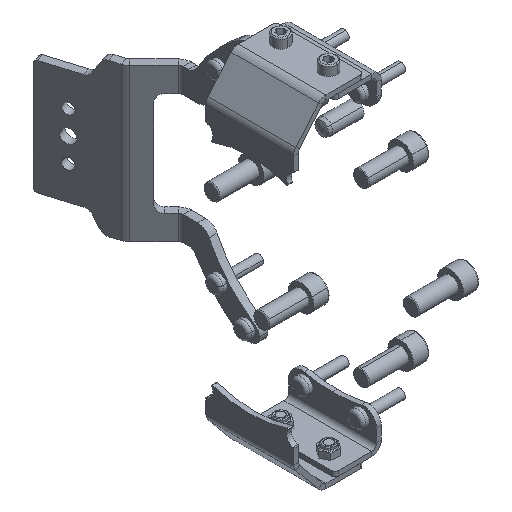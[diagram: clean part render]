
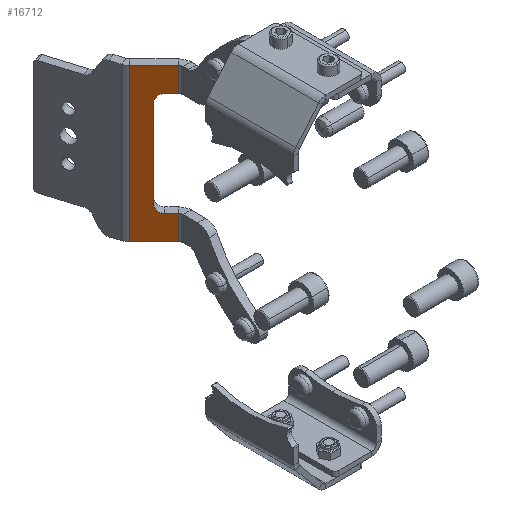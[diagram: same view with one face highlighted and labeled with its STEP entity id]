
A CAD part, isometric view. The second image highlights one B-rep face of the part: STEP entity #16712.
In plain terms, the highlighted planar face has unit normal (-0.707, -0.707, 0).
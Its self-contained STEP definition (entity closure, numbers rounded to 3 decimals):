
#842 = CARTESIAN_POINT ( 'NONE',  ( 1480.847, 109.163, 1847.9 ) ) ;
#1013 = EDGE_CURVE ( 'NONE', #31841, #32569, #32782, .T. ) ;
#1580 = VECTOR ( 'NONE', #36076, 1000. ) ;
#2541 = CARTESIAN_POINT ( 'NONE',  ( 1491.929, 98.081, 1832.5 ) ) ;
#3953 = VECTOR ( 'NONE', #15679, 1000. ) ;
#4594 = EDGE_LOOP ( 'NONE', ( #39388, #43653, #22398, #6511, #13731, #25753, #39986, #18469, #29746, #26048 ) ) ;
#5393 = EDGE_CURVE ( 'NONE', #13920, #43166, #31843, .T. ) ;
#6511 = ORIENTED_EDGE ( 'NONE', *, *, #13894, .T. ) ;
#8101 = CARTESIAN_POINT ( 'NONE',  ( 1497.05, 92.959, 1752.1 ) ) ;
#8149 = DIRECTION ( 'NONE',  ( -0.707, 0.707, 0. ) ) ;
#8318 = AXIS2_PLACEMENT_3D ( 'NONE', #40668, #23940, #42817 ) ;
#9571 = EDGE_CURVE ( 'NONE', #29691, #25873, #37301, .T. ) ;
#10649 = DIRECTION ( 'NONE',  ( 0.707, -0.707, 0. ) ) ;
#11294 = EDGE_CURVE ( 'NONE', #13920, #34533, #28623, .T. ) ;
#12074 = CARTESIAN_POINT ( 'NONE',  ( 1491.929, 98.081, 1827.5 ) ) ;
#12075 = CARTESIAN_POINT ( 'NONE',  ( 1496.171, 93.838, 1767.5 ) ) ;
#13731 = ORIENTED_EDGE ( 'NONE', *, *, #1013, .T. ) ;
#13894 = EDGE_CURVE ( 'NONE', #43166, #31841, #26008, .T. ) ;
#13920 = VERTEX_POINT ( 'NONE', #43180 ) ;
#15462 = DIRECTION ( 'NONE',  ( 0., 0., 1. ) ) ;
#15604 = CIRCLE ( 'NONE', #34198, 5. ) ;
#15679 = DIRECTION ( 'NONE',  ( 0.707, -0.707, 0. ) ) ;
#15710 = CARTESIAN_POINT ( 'NONE',  ( 1496.171, 93.838, 1752.1 ) ) ;
#16712 = ADVANCED_FACE ( 'NONE', ( #37767 ), #23270, .F. ) ;
#16867 = VERTEX_POINT ( 'NONE', #42767 ) ;
#18469 = ORIENTED_EDGE ( 'NONE', *, *, #28998, .T. ) ;
#18829 = CARTESIAN_POINT ( 'NONE',  ( 1491.929, 98.081, 1767.5 ) ) ;
#21511 = CARTESIAN_POINT ( 'NONE',  ( 1491.929, 98.081, 1772.5 ) ) ;
#21713 = DIRECTION ( 'NONE',  ( 0.707, -0.707, 0. ) ) ;
#22398 = ORIENTED_EDGE ( 'NONE', *, *, #5393, .T. ) ;
#22405 = DIRECTION ( 'NONE',  ( 0.707, 0.707, 0. ) ) ;
#22521 = VECTOR ( 'NONE', #33226, 1000. ) ;
#23270 = PLANE ( 'NONE',  #8318 ) ;
#23940 = DIRECTION ( 'NONE',  ( 0.707, 0.707, 0. ) ) ;
#25373 = CIRCLE ( 'NONE', #34659, 5. ) ;
#25431 = VECTOR ( 'NONE', #8149, 1000. ) ;
#25718 = CARTESIAN_POINT ( 'NONE',  ( 1480.847, 109.163, 1719. ) ) ;
#25753 = ORIENTED_EDGE ( 'NONE', *, *, #40408, .T. ) ;
#25873 = VERTEX_POINT ( 'NONE', #40964 ) ;
#26008 = LINE ( 'NONE', #36047, #29673 ) ;
#26048 = ORIENTED_EDGE ( 'NONE', *, *, #42254, .T. ) ;
#26615 = DIRECTION ( 'NONE',  ( 0., 0., 1. ) ) ;
#28039 = DIRECTION ( 'NONE',  ( 0.707, 0.707, 0. ) ) ;
#28623 = LINE ( 'NONE', #25718, #43714 ) ;
#28998 = EDGE_CURVE ( 'NONE', #33406, #29691, #25373, .T. ) ;
#29404 = LINE ( 'NONE', #43011, #25431 ) ;
#29407 = CARTESIAN_POINT ( 'NONE',  ( 1497.05, 92.959, 1767.5 ) ) ;
#29673 = VECTOR ( 'NONE', #15462, 1000. ) ;
#29691 = VERTEX_POINT ( 'NONE', #2541 ) ;
#29746 = ORIENTED_EDGE ( 'NONE', *, *, #9571, .T. ) ;
#30175 = EDGE_CURVE ( 'NONE', #38141, #34533, #29404, .T. ) ;
#30204 = CARTESIAN_POINT ( 'NONE',  ( 1488.393, 101.616, 1719. ) ) ;
#31841 = VERTEX_POINT ( 'NONE', #12075 ) ;
#31843 = LINE ( 'NONE', #8101, #3953 ) ;
#32569 = VERTEX_POINT ( 'NONE', #18829 ) ;
#32782 = LINE ( 'NONE', #29407, #22521 ) ;
#33195 = LINE ( 'NONE', #42553, #1580 ) ;
#33226 = DIRECTION ( 'NONE',  ( -0.707, 0.707, 0. ) ) ;
#33406 = VERTEX_POINT ( 'NONE', #37796 ) ;
#34198 = AXIS2_PLACEMENT_3D ( 'NONE', #21511, #28039, #42309 ) ;
#34533 = VERTEX_POINT ( 'NONE', #842 ) ;
#34659 = AXIS2_PLACEMENT_3D ( 'NONE', #12074, #22405, #21713 ) ;
#36047 = CARTESIAN_POINT ( 'NONE',  ( 1496.171, 93.838, 1719. ) ) ;
#36076 = DIRECTION ( 'NONE',  ( 0., 0., 1. ) ) ;
#37301 = LINE ( 'NONE', #44219, #40404 ) ;
#37767 = FACE_OUTER_BOUND ( 'NONE', #4594, .T. ) ;
#37796 = CARTESIAN_POINT ( 'NONE',  ( 1488.393, 101.616, 1827.5 ) ) ;
#38141 = VERTEX_POINT ( 'NONE', #42711 ) ;
#39178 = VECTOR ( 'NONE', #26615, 1000. ) ;
#39388 = ORIENTED_EDGE ( 'NONE', *, *, #30175, .T. ) ;
#39986 = ORIENTED_EDGE ( 'NONE', *, *, #40516, .T. ) ;
#40404 = VECTOR ( 'NONE', #10649, 1000. ) ;
#40408 = EDGE_CURVE ( 'NONE', #32569, #16867, #15604, .T. ) ;
#40516 = EDGE_CURVE ( 'NONE', #16867, #33406, #42752, .T. ) ;
#40668 = CARTESIAN_POINT ( 'NONE',  ( 1497.05, 92.959, 1719. ) ) ;
#40964 = CARTESIAN_POINT ( 'NONE',  ( 1496.171, 93.838, 1832.5 ) ) ;
#42254 = EDGE_CURVE ( 'NONE', #25873, #38141, #33195, .T. ) ;
#42309 = DIRECTION ( 'NONE',  ( 0.707, -0.707, 0. ) ) ;
#42553 = CARTESIAN_POINT ( 'NONE',  ( 1496.171, 93.838, 1719. ) ) ;
#42700 = DIRECTION ( 'NONE',  ( 0., 0., 1. ) ) ;
#42711 = CARTESIAN_POINT ( 'NONE',  ( 1496.171, 93.838, 1847.9 ) ) ;
#42752 = LINE ( 'NONE', #30204, #39178 ) ;
#42767 = CARTESIAN_POINT ( 'NONE',  ( 1488.393, 101.616, 1772.5 ) ) ;
#42817 = DIRECTION ( 'NONE',  ( 0.707, -0.707, 0. ) ) ;
#43011 = CARTESIAN_POINT ( 'NONE',  ( 1497.05, 92.959, 1847.9 ) ) ;
#43166 = VERTEX_POINT ( 'NONE', #15710 ) ;
#43180 = CARTESIAN_POINT ( 'NONE',  ( 1480.847, 109.163, 1752.1 ) ) ;
#43653 = ORIENTED_EDGE ( 'NONE', *, *, #11294, .F. ) ;
#43714 = VECTOR ( 'NONE', #42700, 1000. ) ;
#44219 = CARTESIAN_POINT ( 'NONE',  ( 1497.05, 92.959, 1832.5 ) ) ;
